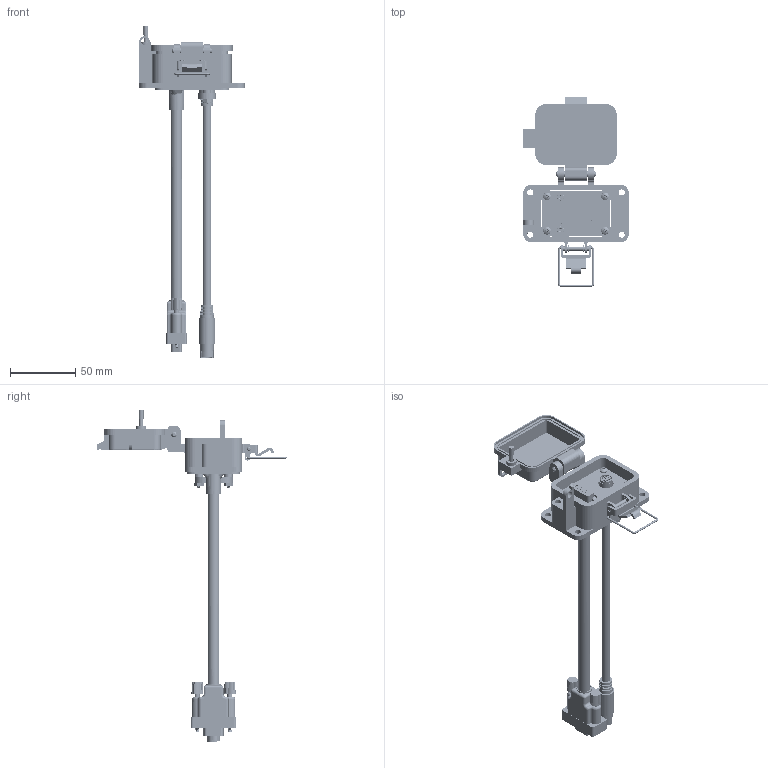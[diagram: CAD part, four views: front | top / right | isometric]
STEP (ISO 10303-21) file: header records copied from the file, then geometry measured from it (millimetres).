
FILE_DESCRIPTION (( 'STEP AP203' ), '1' );
FILE_NAME ('P-P3R3-B3RX_3D.STEP', '2022-07-27T14:51:11', ( '' ), ( '' ), 'SwSTEP 2.0', 'SolidWorks 2021', '' );
FILE_SCHEMA (( 'CONFIG_CONTROL_DESIGN' ));
Length unit declared in the file: millimetre
Products named in the file (16): Z-001-SPR_5_8; -B3; Z-020-3040; Z-020-2024; Z-000-440316 NUT_95130A110; P-P3R3-B3RX_3D; P3; Z-002-4401_4HN_90675A005; Z-H-B3_B; P-P3R3-B3RX_FP060_1; P-P3R3-B3RX_BP180_1; R3; Z-000-44011_8FH_91771A116; Z-000-440316 JACK SCREW_92710A212; 92005A124_METRIC PAN HEAD PHILLIPS MACHINE SCREW_92005A124; P-P3R3-B3RX_TP180_1
Assembly tree (23 placements, depth 3):
  P-P3R3-B3RX_3D
    -B3
      Z-H-B3_B
    P-P3R3-B3RX_BP180_1
    P-P3R3-B3RX_FP060_1
    P-P3R3-B3RX_TP180_1
    P3
      Z-020-3040
    Z-000-44011_8FH_91771A116  x2
    Z-002-4401_4HN_90675A005  x2
    Z-001-SPR_5_8  x2
    R3
      Z-020-2024
    Z-000-440316 JACK SCREW_92710A212  x2
    Z-000-440316 NUT_95130A110  x2
    92005A124_METRIC PAN HEAD PHILLIPS MACHINE SCREW_92005A124  x4
Bounding box: 80.57 x 144.93 x 253.9 mm (x, y, z)
Volume: 97038.2 mm3; surface area: 74209.4 mm2
Topology: 36 solids, 53 shells, 3613 faces, 9928 edges, 6494 vertices
Faces by surface type: cylinder 1818, plane 1067, bspline 455, cone 230, torus 27, sphere 16
Entity records: 123865 total; most frequent: CARTESIAN_POINT 60961, ORIENTED_EDGE 14082, DIRECTION 11090, EDGE_CURVE 7041, VERTEX_POINT 4616, AXIS2_PLACEMENT_3D 3841, VECTOR 3408, LINE 3408
